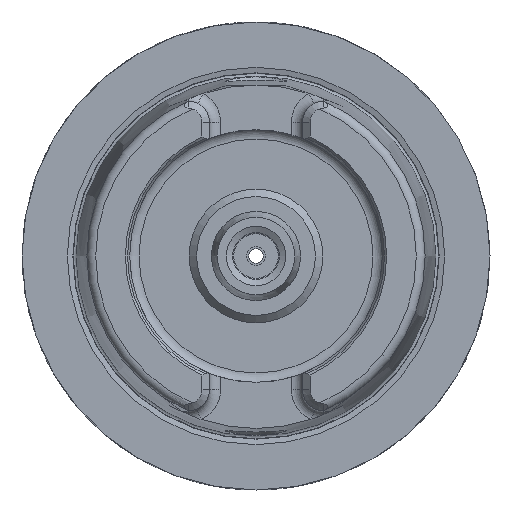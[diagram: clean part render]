
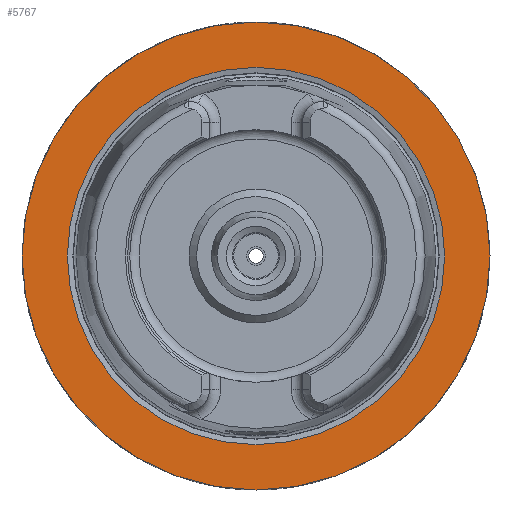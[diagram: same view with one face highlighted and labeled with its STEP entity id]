
A CAD part, left-side view. The second image highlights one B-rep face of the part: STEP entity #5767.
In plain terms, the highlighted planar face has unit normal (-1, 0, 0).
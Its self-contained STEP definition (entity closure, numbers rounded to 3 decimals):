
#4958=CARTESIAN_POINT('',(0.0,31.5,0.0));
#4959=VERTEX_POINT('',#4958);
#4960=CARTESIAN_POINT('',(0.0,0.0,0.0));
#4961=DIRECTION('',(1.0,0.0,0.0));
#4962=DIRECTION('',(0.0,1.0,0.0));
#4963=AXIS2_PLACEMENT_3D('',#4960,#4961,#4962);
#4964=CIRCLE('',#4963,31.5);
#4965=EDGE_CURVE('',#4959,#4959,#4964,.T.);
#5741=CARTESIAN_POINT('',(0.0,25.4,0.0));
#5742=VERTEX_POINT('',#5741);
#5743=CARTESIAN_POINT('',(0.0,0.0,0.0));
#5744=DIRECTION('',(1.0,0.0,0.0));
#5745=DIRECTION('',(0.0,1.0,0.0));
#5746=AXIS2_PLACEMENT_3D('',#5743,#5744,#5745);
#5747=CIRCLE('',#5746,25.4);
#5748=EDGE_CURVE('',#5742,#5742,#5747,.T.);
#5756=CARTESIAN_POINT('',(0.0,28.45,0.0));
#5757=DIRECTION('',(-1.0,0.0,0.0));
#5758=DIRECTION('',(0.0,0.0,1.0));
#5759=AXIS2_PLACEMENT_3D('',#5756,#5757,#5758);
#5760=PLANE('',#5759);
#5761=ORIENTED_EDGE('',*,*,#4965,.F.);
#5762=EDGE_LOOP('',(#5761));
#5763=FACE_OUTER_BOUND('',#5762,.T.);
#5764=ORIENTED_EDGE('',*,*,#5748,.T.);
#5765=EDGE_LOOP('',(#5764));
#5766=FACE_BOUND('',#5765,.T.);
#5767=ADVANCED_FACE('',(#5763,#5766),#5760,.T.);
